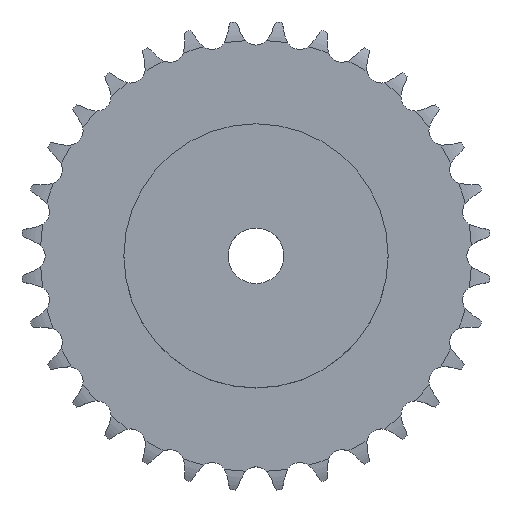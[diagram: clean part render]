
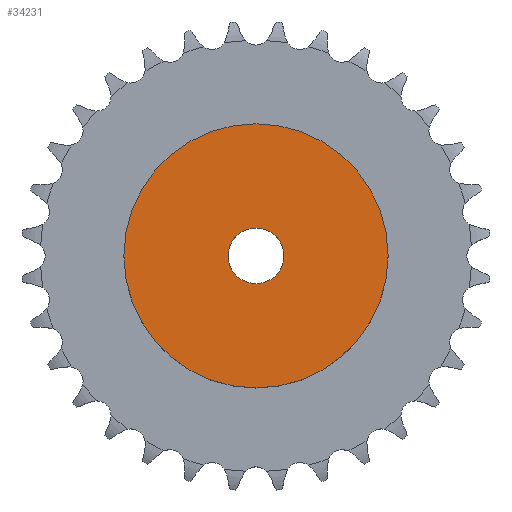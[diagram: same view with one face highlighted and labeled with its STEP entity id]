
A CAD part, top view. The second image highlights one B-rep face of the part: STEP entity #34231.
In plain terms, the highlighted planar face has unit normal (0, 0, 1).
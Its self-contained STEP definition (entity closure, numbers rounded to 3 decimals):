
#4065 = CYLINDRICAL_SURFACE('',#4066,47.5);
#4066 = AXIS2_PLACEMENT_3D('',#4067,#4068,#4069);
#4067 = CARTESIAN_POINT('',(0.,0.,0.));
#4068 = DIRECTION('',(-0.,-0.,-1.));
#4069 = DIRECTION('',(1.,0.,0.));
#21440 = VERTEX_POINT('',#21441);
#21441 = CARTESIAN_POINT('',(47.5,0.,35.));
#21462 = EDGE_CURVE('',#21440,#21440,#21463,.T.);
#21463 = SURFACE_CURVE('',#21464,(#21469,#21476),.PCURVE_S1.);
#21464 = CIRCLE('',#21465,47.5);
#21465 = AXIS2_PLACEMENT_3D('',#21466,#21467,#21468);
#21466 = CARTESIAN_POINT('',(0.,0.,35.));
#21467 = DIRECTION('',(0.,0.,1.));
#21468 = DIRECTION('',(1.,0.,0.));
#21469 = PCURVE('',#4065,#21470);
#21470 = DEFINITIONAL_REPRESENTATION('',(#21471),#21475);
#21471 = LINE('',#21472,#21473);
#21472 = CARTESIAN_POINT('',(-0.,-35.));
#21473 = VECTOR('',#21474,1.);
#21474 = DIRECTION('',(-1.,0.));
#21475 = ( GEOMETRIC_REPRESENTATION_CONTEXT(2) 
PARAMETRIC_REPRESENTATION_CONTEXT() REPRESENTATION_CONTEXT('2D SPACE',''
  ) );
#21476 = PCURVE('',#21477,#21482);
#21477 = PLANE('',#21478);
#21478 = AXIS2_PLACEMENT_3D('',#21479,#21480,#21481);
#21479 = CARTESIAN_POINT('',(0.,0.,35.)
  );
#21480 = DIRECTION('',(0.,0.,1.));
#21481 = DIRECTION('',(1.,0.,0.));
#21482 = DEFINITIONAL_REPRESENTATION('',(#21483),#21487);
#21483 = CIRCLE('',#21484,47.5);
#21484 = AXIS2_PLACEMENT_2D('',#21485,#21486);
#21485 = CARTESIAN_POINT('',(0.,0.));
#21486 = DIRECTION('',(1.,0.));
#21487 = ( GEOMETRIC_REPRESENTATION_CONTEXT(2) 
PARAMETRIC_REPRESENTATION_CONTEXT() REPRESENTATION_CONTEXT('2D SPACE',''
  ) );
#28981 = CYLINDRICAL_SURFACE('',#28982,10.);
#28982 = AXIS2_PLACEMENT_3D('',#28983,#28984,#28985);
#28983 = CARTESIAN_POINT('',(0.,0.,256.267));
#28984 = DIRECTION('',(0.,0.,1.));
#28985 = DIRECTION('',(1.,0.,0.));
#34231 = ADVANCED_FACE('',(#34232,#34235),#21477,.T.);
#34232 = FACE_BOUND('',#34233,.T.);
#34233 = EDGE_LOOP('',(#34234));
#34234 = ORIENTED_EDGE('',*,*,#21462,.T.);
#34235 = FACE_BOUND('',#34236,.T.);
#34236 = EDGE_LOOP('',(#34237));
#34237 = ORIENTED_EDGE('',*,*,#34238,.F.);
#34238 = EDGE_CURVE('',#34239,#34239,#34241,.T.);
#34239 = VERTEX_POINT('',#34240);
#34240 = CARTESIAN_POINT('',(10.,0.,35.));
#34241 = SURFACE_CURVE('',#34242,(#34247,#34254),.PCURVE_S1.);
#34242 = CIRCLE('',#34243,10.);
#34243 = AXIS2_PLACEMENT_3D('',#34244,#34245,#34246);
#34244 = CARTESIAN_POINT('',(0.,0.,35.));
#34245 = DIRECTION('',(0.,0.,1.));
#34246 = DIRECTION('',(1.,0.,0.));
#34247 = PCURVE('',#21477,#34248);
#34248 = DEFINITIONAL_REPRESENTATION('',(#34249),#34253);
#34249 = CIRCLE('',#34250,10.);
#34250 = AXIS2_PLACEMENT_2D('',#34251,#34252);
#34251 = CARTESIAN_POINT('',(0.,0.));
#34252 = DIRECTION('',(1.,0.));
#34253 = ( GEOMETRIC_REPRESENTATION_CONTEXT(2) 
PARAMETRIC_REPRESENTATION_CONTEXT() REPRESENTATION_CONTEXT('2D SPACE',''
  ) );
#34254 = PCURVE('',#28981,#34255);
#34255 = DEFINITIONAL_REPRESENTATION('',(#34256),#34260);
#34256 = LINE('',#34257,#34258);
#34257 = CARTESIAN_POINT('',(0.,-221.267));
#34258 = VECTOR('',#34259,1.);
#34259 = DIRECTION('',(1.,0.));
#34260 = ( GEOMETRIC_REPRESENTATION_CONTEXT(2) 
PARAMETRIC_REPRESENTATION_CONTEXT() REPRESENTATION_CONTEXT('2D SPACE',''
  ) );
